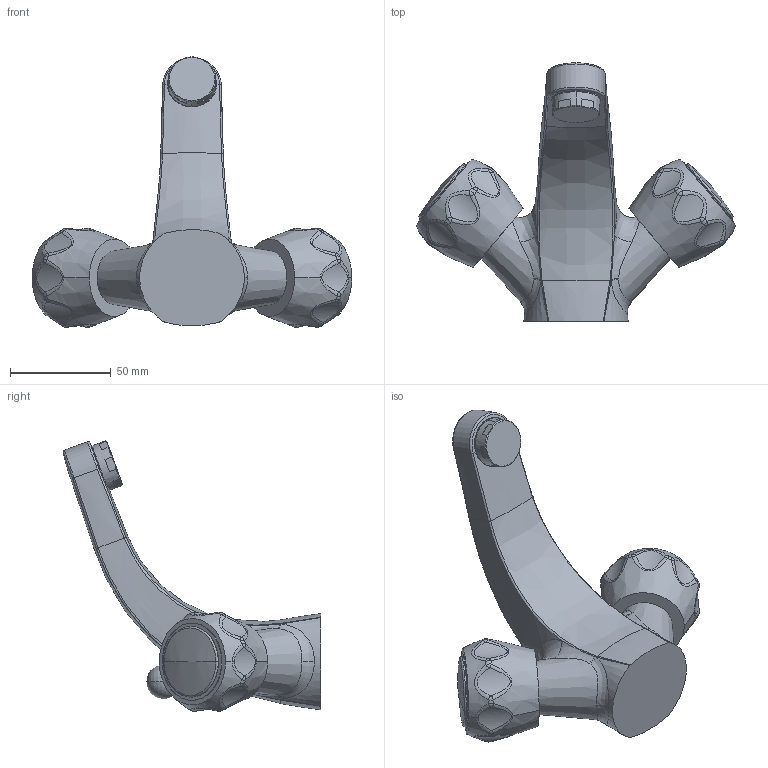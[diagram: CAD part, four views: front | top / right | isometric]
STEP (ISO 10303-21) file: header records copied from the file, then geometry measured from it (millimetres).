
FILE_DESCRIPTION((''),'2;1');
FILE_NAME('DA075CR','2021-11-09T12:57:09',('ut3'),('PAFFONI SpA'),'CREO PARAMETRIC BY PTC INC, 2020044','CREO PARAMETRIC BY PTC INC, 2020044','');
FILE_SCHEMA(('CONFIG_CONTROL_DESIGN','SHAPE_APPEARANCE_LAYERS_GROUPS'));
Length unit declared in the file: millimetre
Products named in the file (1): DA075CR
Bounding box: 159.12 x 128.34 x 134.57 mm (x, y, z)
Volume: 333373.2 mm3; surface area: 42223.9 mm2
Topology: 1 solids, 1 shells, 223 faces, 521 edges, 302 vertices
Faces by surface type: bspline 120, cylinder 30, torus 26, plane 22, cone 16, sphere 6, revolution 3
Entity records: 18797 total; most frequent: CARTESIAN_POINT 12948, ORIENTED_EDGE 1028, DIRECTION 673, EDGE_CURVE 514, AXIS2_PLACEMENT_3D 312, VERTEX_POINT 302, B_SPLINE_CURVE_WITH_KNOTS 259, EDGE_LOOP 232
